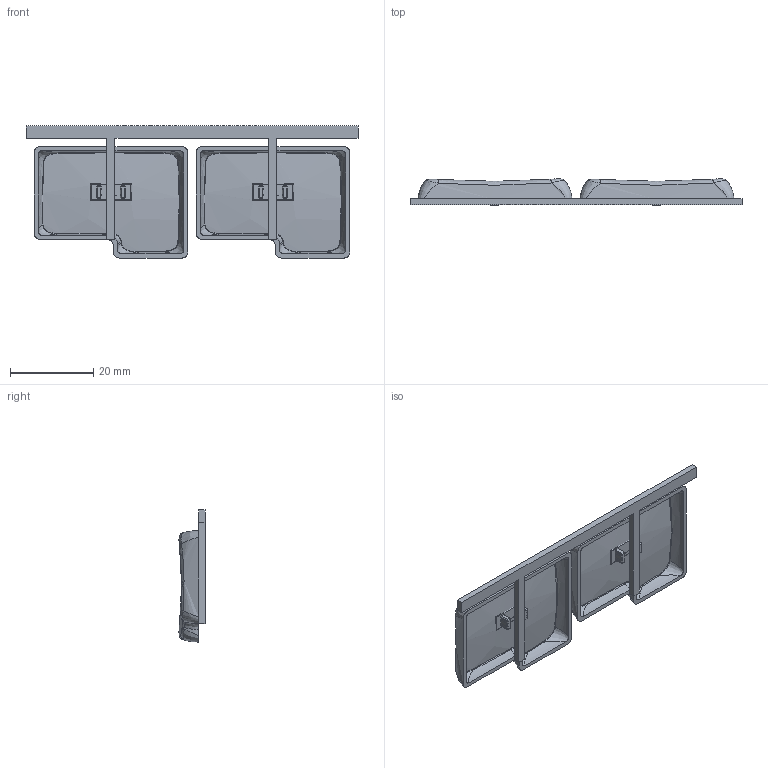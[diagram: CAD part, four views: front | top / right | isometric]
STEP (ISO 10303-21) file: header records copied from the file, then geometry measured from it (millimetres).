
FILE_DESCRIPTION(/* description */ (''),/* implementation_level */ '2;1');
FILE_NAME(/* name */ 'iso-sprue.step',/* time_stamp */ '2022-10-24T17:54:50+03:00',/* author */ (''),/* organization */ (''),/* preprocessor_version */ 'ST-DEVELOPER v19.2',/* originating_system */ 'Autodesk Translation Framework v11.17.0.187',/* authorisation */ '');
FILE_SCHEMA (('AUTOMOTIVE_DESIGN { 1 0 10303 214 3 1 1 }'));
Length unit declared in the file: millimetre
Products named in the file (1): iso (1)
Bounding box: 79.93 x 6.27 x 31.8 mm (x, y, z)
Volume: 3209.5 mm3; surface area: 6134.7 mm2
Topology: 1 solids, 1 shells, 308 faces, 794 edges, 490 vertices
Faces by surface type: plane 188, bspline 104, sphere 8, cylinder 8
Entity records: 14542 total; most frequent: CARTESIAN_POINT 7771, ORIENTED_EDGE 1588, DIRECTION 1050, EDGE_CURVE 794, LINE 512, VECTOR 512, VERTEX_POINT 490, EDGE_LOOP 314
